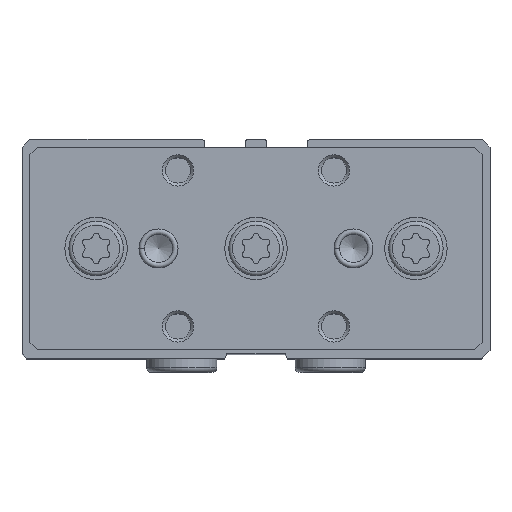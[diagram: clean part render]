
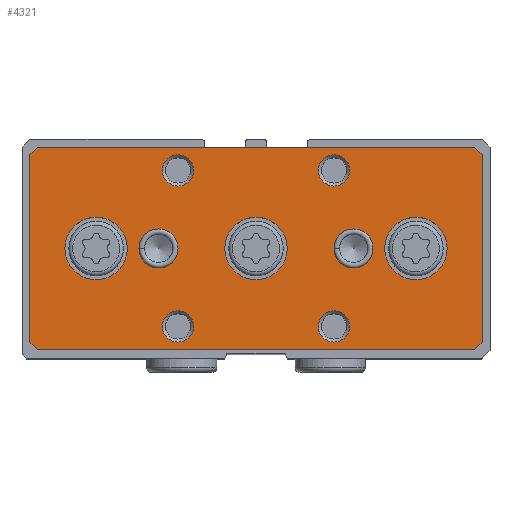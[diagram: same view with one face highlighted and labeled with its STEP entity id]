
A CAD part, top view. The second image highlights one B-rep face of the part: STEP entity #4321.
In plain terms, the highlighted face is planar.
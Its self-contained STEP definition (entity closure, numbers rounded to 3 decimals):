
#193=PLANE('',#4796);
#365=CIRCLE('',#4797,4.);
#366=CIRCLE('',#4798,4.);
#367=CIRCLE('',#4799,4.);
#368=CIRCLE('',#4800,2.5);
#369=CIRCLE('',#4801,2.5);
#370=CIRCLE('',#4802,2.);
#371=CIRCLE('',#4803,2.);
#372=CIRCLE('',#4804,2.);
#373=CIRCLE('',#4805,2.);
#661=LINE('',#7306,#903);
#662=LINE('',#7309,#904);
#663=LINE('',#7311,#905);
#664=LINE('',#7313,#906);
#665=LINE('',#7315,#907);
#666=LINE('',#7317,#908);
#667=LINE('',#7319,#909);
#668=LINE('',#7321,#910);
#903=VECTOR('',#5817,1000.);
#904=VECTOR('',#5818,1000.);
#905=VECTOR('',#5819,1000.);
#906=VECTOR('',#5820,1000.);
#907=VECTOR('',#5821,1000.);
#908=VECTOR('',#5822,1000.);
#909=VECTOR('',#5823,1000.);
#910=VECTOR('',#5824,1000.);
#1611=ORIENTED_EDGE('',*,*,#2434,.F.);
#1612=ORIENTED_EDGE('',*,*,#2435,.F.);
#1613=ORIENTED_EDGE('',*,*,#2436,.F.);
#1614=ORIENTED_EDGE('',*,*,#2437,.F.);
#1615=ORIENTED_EDGE('',*,*,#2438,.F.);
#1616=ORIENTED_EDGE('',*,*,#2439,.F.);
#1617=ORIENTED_EDGE('',*,*,#2440,.F.);
#1618=ORIENTED_EDGE('',*,*,#2441,.F.);
#1619=ORIENTED_EDGE('',*,*,#2442,.F.);
#1620=ORIENTED_EDGE('',*,*,#2443,.T.);
#1621=ORIENTED_EDGE('',*,*,#2444,.T.);
#1622=ORIENTED_EDGE('',*,*,#2445,.T.);
#1623=ORIENTED_EDGE('',*,*,#2446,.T.);
#1624=ORIENTED_EDGE('',*,*,#2447,.T.);
#1625=ORIENTED_EDGE('',*,*,#2448,.T.);
#1626=ORIENTED_EDGE('',*,*,#2449,.T.);
#1627=ORIENTED_EDGE('',*,*,#2450,.T.);
#2434=EDGE_CURVE('',#2930,#2930,#365,.T.);
#2435=EDGE_CURVE('',#2931,#2931,#366,.T.);
#2436=EDGE_CURVE('',#2932,#2932,#367,.T.);
#2437=EDGE_CURVE('',#2933,#2933,#368,.T.);
#2438=EDGE_CURVE('',#2934,#2934,#369,.T.);
#2439=EDGE_CURVE('',#2935,#2935,#370,.T.);
#2440=EDGE_CURVE('',#2936,#2936,#371,.T.);
#2441=EDGE_CURVE('',#2937,#2937,#372,.T.);
#2442=EDGE_CURVE('',#2938,#2938,#373,.T.);
#2443=EDGE_CURVE('',#2939,#2940,#661,.T.);
#2444=EDGE_CURVE('',#2940,#2941,#662,.T.);
#2445=EDGE_CURVE('',#2941,#2942,#663,.T.);
#2446=EDGE_CURVE('',#2942,#2943,#664,.T.);
#2447=EDGE_CURVE('',#2943,#2944,#665,.T.);
#2448=EDGE_CURVE('',#2944,#2945,#666,.T.);
#2449=EDGE_CURVE('',#2945,#2946,#667,.T.);
#2450=EDGE_CURVE('',#2946,#2939,#668,.T.);
#2930=VERTEX_POINT('',#7289);
#2931=VERTEX_POINT('',#7291);
#2932=VERTEX_POINT('',#7293);
#2933=VERTEX_POINT('',#7295);
#2934=VERTEX_POINT('',#7297);
#2935=VERTEX_POINT('',#7299);
#2936=VERTEX_POINT('',#7301);
#2937=VERTEX_POINT('',#7303);
#2938=VERTEX_POINT('',#7305);
#2939=VERTEX_POINT('',#7307);
#2940=VERTEX_POINT('',#7308);
#2941=VERTEX_POINT('',#7310);
#2942=VERTEX_POINT('',#7312);
#2943=VERTEX_POINT('',#7314);
#2944=VERTEX_POINT('',#7316);
#2945=VERTEX_POINT('',#7318);
#2946=VERTEX_POINT('',#7320);
#3401=EDGE_LOOP('',(#1611));
#3402=EDGE_LOOP('',(#1612));
#3403=EDGE_LOOP('',(#1613));
#3404=EDGE_LOOP('',(#1614));
#3405=EDGE_LOOP('',(#1615));
#3406=EDGE_LOOP('',(#1616));
#3407=EDGE_LOOP('',(#1617));
#3408=EDGE_LOOP('',(#1618));
#3409=EDGE_LOOP('',(#1619));
#3410=EDGE_LOOP('',(#1620,#1621,#1622,#1623,#1624,#1625,#1626,#1627));
#3842=FACE_BOUND('',#3401,.T.);
#3843=FACE_BOUND('',#3402,.T.);
#3844=FACE_BOUND('',#3403,.T.);
#3845=FACE_BOUND('',#3404,.T.);
#3846=FACE_BOUND('',#3405,.T.);
#3847=FACE_BOUND('',#3406,.T.);
#3848=FACE_BOUND('',#3407,.T.);
#3849=FACE_BOUND('',#3408,.T.);
#3850=FACE_BOUND('',#3409,.T.);
#3851=FACE_BOUND('',#3410,.T.);
#4321=ADVANCED_FACE('',(#3842,#3843,#3844,#3845,#3846,#3847,#3848,#3849,
#3850,#3851),#193,.T.);
#4796=AXIS2_PLACEMENT_3D('',#7287,#5797,#5798);
#4797=AXIS2_PLACEMENT_3D('',#7288,#5799,#5800);
#4798=AXIS2_PLACEMENT_3D('',#7290,#5801,#5802);
#4799=AXIS2_PLACEMENT_3D('',#7292,#5803,#5804);
#4800=AXIS2_PLACEMENT_3D('',#7294,#5805,#5806);
#4801=AXIS2_PLACEMENT_3D('',#7296,#5807,#5808);
#4802=AXIS2_PLACEMENT_3D('',#7298,#5809,#5810);
#4803=AXIS2_PLACEMENT_3D('',#7300,#5811,#5812);
#4804=AXIS2_PLACEMENT_3D('',#7302,#5813,#5814);
#4805=AXIS2_PLACEMENT_3D('',#7304,#5815,#5816);
#5797=DIRECTION('',(1.,0.,0.));
#5798=DIRECTION('',(0.,0.,-1.));
#5799=DIRECTION('',(1.,0.,0.));
#5800=DIRECTION('',(0.,0.,-1.));
#5801=DIRECTION('',(1.,0.,0.));
#5802=DIRECTION('',(0.,0.,-1.));
#5803=DIRECTION('',(1.,0.,0.));
#5804=DIRECTION('',(0.,0.,-1.));
#5805=DIRECTION('',(1.,0.,0.));
#5806=DIRECTION('',(0.,0.,-1.));
#5807=DIRECTION('',(1.,0.,0.));
#5808=DIRECTION('',(0.,0.,-1.));
#5809=DIRECTION('',(1.,0.,0.));
#5810=DIRECTION('',(0.,0.,-1.));
#5811=DIRECTION('',(1.,0.,0.));
#5812=DIRECTION('',(0.,0.,-1.));
#5813=DIRECTION('',(1.,0.,0.));
#5814=DIRECTION('',(0.,0.,-1.));
#5815=DIRECTION('',(1.,0.,0.));
#5816=DIRECTION('',(0.,0.,-1.));
#5817=DIRECTION('',(0.,-1.,0.));
#5818=DIRECTION('',(0.,-0.707,-0.707));
#5819=DIRECTION('',(0.,0.,-1.));
#5820=DIRECTION('',(0.,0.707,-0.707));
#5821=DIRECTION('',(0.,1.,0.));
#5822=DIRECTION('',(0.,0.707,0.707));
#5823=DIRECTION('',(0.,0.,1.));
#5824=DIRECTION('',(0.,-0.707,0.707));
#7287=CARTESIAN_POINT('',(13.,0.,0.));
#7288=CARTESIAN_POINT('',(13.,0.,20.5));
#7289=CARTESIAN_POINT('',(13.,0.,16.5));
#7290=CARTESIAN_POINT('',(13.,0.,-20.5));
#7291=CARTESIAN_POINT('',(13.,0.,-24.5));
#7292=CARTESIAN_POINT('',(13.,0.,0.));
#7293=CARTESIAN_POINT('',(13.,0.,-4.));
#7294=CARTESIAN_POINT('',(13.,0.,12.5));
#7295=CARTESIAN_POINT('',(13.,0.,10.));
#7296=CARTESIAN_POINT('',(13.,0.,-12.5));
#7297=CARTESIAN_POINT('',(13.,0.,-15.));
#7298=CARTESIAN_POINT('',(13.,-10.,10.));
#7299=CARTESIAN_POINT('',(13.,-10.,8.));
#7300=CARTESIAN_POINT('',(13.,-10.,-10.));
#7301=CARTESIAN_POINT('',(13.,-10.,-12.));
#7302=CARTESIAN_POINT('',(13.,10.,10.));
#7303=CARTESIAN_POINT('',(13.,10.,8.));
#7304=CARTESIAN_POINT('',(13.,10.,-10.));
#7305=CARTESIAN_POINT('',(13.,10.,-12.));
#7306=CARTESIAN_POINT('',(13.,12.,29.));
#7307=CARTESIAN_POINT('',(13.,12.,29.));
#7308=CARTESIAN_POINT('',(13.,-12.,29.));
#7309=CARTESIAN_POINT('',(13.,-12.,29.));
#7310=CARTESIAN_POINT('',(13.,-13.,28.));
#7311=CARTESIAN_POINT('',(13.,-13.,28.));
#7312=CARTESIAN_POINT('',(13.,-13.,-28.));
#7313=CARTESIAN_POINT('',(13.,-13.,-28.));
#7314=CARTESIAN_POINT('',(13.,-12.,-29.));
#7315=CARTESIAN_POINT('',(13.,-12.,-29.));
#7316=CARTESIAN_POINT('',(13.,12.,-29.));
#7317=CARTESIAN_POINT('',(13.,12.,-29.));
#7318=CARTESIAN_POINT('',(13.,13.,-28.));
#7319=CARTESIAN_POINT('',(13.,13.,-28.));
#7320=CARTESIAN_POINT('',(13.,13.,28.));
#7321=CARTESIAN_POINT('',(13.,13.,28.));
